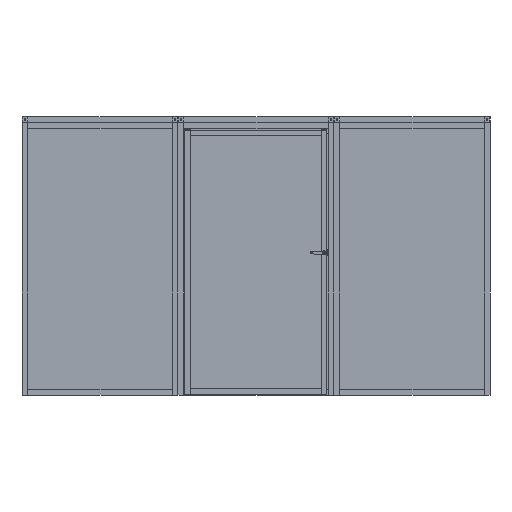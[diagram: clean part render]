
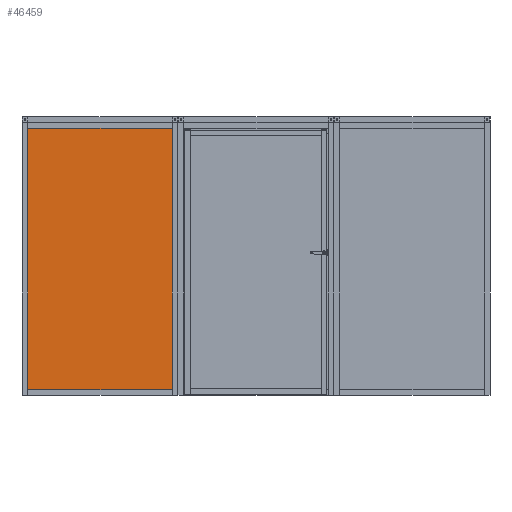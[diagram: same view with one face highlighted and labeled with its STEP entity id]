
A CAD part, front view. The second image highlights one B-rep face of the part: STEP entity #46459.
In plain terms, the highlighted planar face has unit normal (0, -1, 0).
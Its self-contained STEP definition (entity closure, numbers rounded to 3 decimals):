
#4381=FACE_OUTER_BOUND('',#7374,.T.);
#7374=EDGE_LOOP('',(#31000,#31001,#31002,#31003));
#10700=LINE('',#69580,#15274);
#10704=LINE('',#69588,#15278);
#10707=LINE('',#69594,#15281);
#10710=LINE('',#69599,#15284);
#15274=VECTOR('',#54780,1.);
#15278=VECTOR('',#54786,1.);
#15281=VECTOR('',#54791,1.);
#15284=VECTOR('',#54796,1.);
#19848=VERTEX_POINT('',#69578);
#19849=VERTEX_POINT('',#69579);
#19852=VERTEX_POINT('',#69587);
#19854=VERTEX_POINT('',#69593);
#24214=EDGE_CURVE('',#19848,#19849,#10700,.T.);
#24218=EDGE_CURVE('',#19849,#19852,#10704,.T.);
#24221=EDGE_CURVE('',#19852,#19854,#10707,.T.);
#24224=EDGE_CURVE('',#19854,#19848,#10710,.T.);
#31000=ORIENTED_EDGE('',*,*,#24224,.T.);
#31001=ORIENTED_EDGE('',*,*,#24214,.T.);
#31002=ORIENTED_EDGE('',*,*,#24218,.T.);
#31003=ORIENTED_EDGE('',*,*,#24221,.T.);
#44528=PLANE('',#49668);
#46459=ADVANCED_FACE('',(#4381),#44528,.T.);
#49668=AXIS2_PLACEMENT_3D('',#69601,#54798,#54799);
#54780=DIRECTION('',(1.,0.,0.));
#54786=DIRECTION('',(0.,0.,1.));
#54791=DIRECTION('',(-1.,0.,0.));
#54796=DIRECTION('',(0.,0.,-1.));
#54798=DIRECTION('center_axis',(0.,-1.,0.));
#54799=DIRECTION('ref_axis',(0.,0.,-1.));
#69578=CARTESIAN_POINT('',(32.5,-3640.5,32.5));
#69579=CARTESIAN_POINT('',(1187.5,-3640.5,32.5));
#69580=CARTESIAN_POINT('',(32.5,-3640.5,32.5));
#69587=CARTESIAN_POINT('',(1187.5,-3640.5,2102.5));
#69588=CARTESIAN_POINT('',(1187.5,-3640.5,32.5));
#69593=CARTESIAN_POINT('',(32.5,-3640.5,2102.5));
#69594=CARTESIAN_POINT('',(1187.5,-3640.5,2102.5));
#69599=CARTESIAN_POINT('',(32.5,-3640.5,2102.5));
#69601=CARTESIAN_POINT('Origin',(610.,-3640.5,1067.5));
